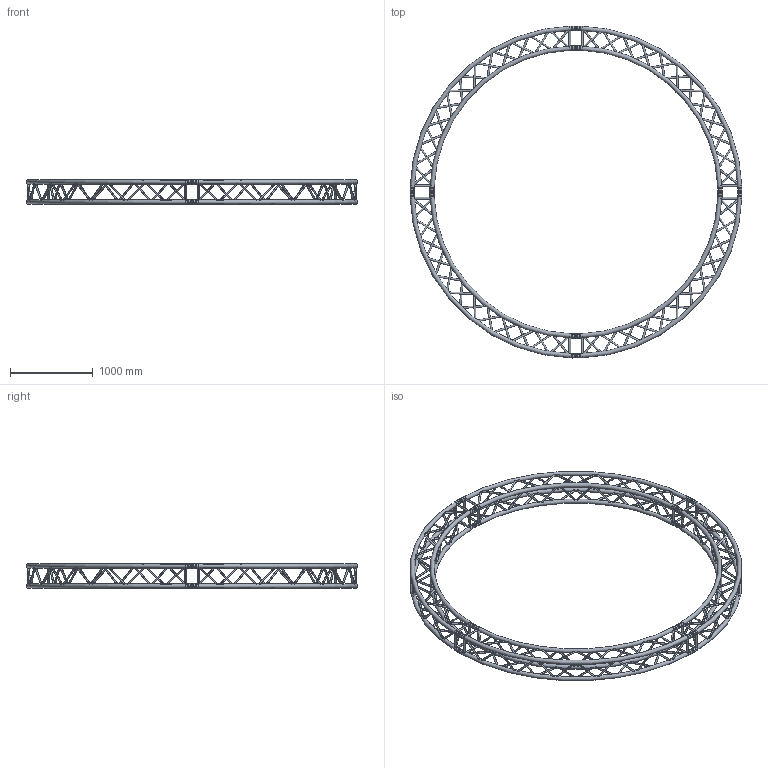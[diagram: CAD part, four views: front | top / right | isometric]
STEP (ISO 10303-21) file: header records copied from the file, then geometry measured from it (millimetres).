
FILE_DESCRIPTION(/* description */ (''),/* implementation_level */ '2;1');
FILE_NAME(/* name */ 'SQ-C4-90.stp',/* time_stamp */ '2021-03-20T21:41:32-07:00',/* author */ ('TheDanny'),/* organization */ (''),/* preprocessor_version */ 'ST-DEVELOPER v18.1',/* originating_system */ 'Autodesk Inventor 2021',/* authorisation */ '');
FILE_SCHEMA (('AUTOMOTIVE_DESIGN { 1 0 10303 214 3 1 1 }'));
Products named in the file (273): SQ-C4-90; SQ-C4-901; SQ-C4-902; SQ-C4-903; SQ-C4-904; SQ-C4-905; SQ-C4-906; SQ-C4-907; SQ-C4-908; SQ-C4-909; SQ-C4-9010; SQ-C4-9011; SQ-C4-9012; SQ-C4-9013; SQ-C4-9014; SQ-C4-9015; SQ-C4-9016; SQ-C4-9017; SQ-C4-9018; SQ-C4-9019; SQ-C4-9020; SQ-C4-9021; SQ-C4-9022; SQ-C4-9023; SQ-C4-9024; SQ-C4-9025; SQ-C4-9026; SQ-C4-9027; SQ-C4-9028; SQ-C4-9029; SQ-C4-9030; SQ-C4-9031; SQ-C4-9032; SQ-C4-9033; SQ-C4-9034; SQ-C4-9035; SQ-C4-9036; SQ-C4-9037; SQ-C4-9038; SQ-C4-9039 ...
Assembly tree (272 placements, depth 2):
  SQ-C4-90
    SQ-C4-901
    SQ-C4-902
    SQ-C4-903
    SQ-C4-904
    SQ-C4-905
    SQ-C4-906
    SQ-C4-907
    SQ-C4-908
    SQ-C4-909
    SQ-C4-9010
    SQ-C4-9011
    SQ-C4-9012
    SQ-C4-9013
    SQ-C4-9014
    SQ-C4-9015
    SQ-C4-9016
    SQ-C4-9017
    SQ-C4-9018
    SQ-C4-9019
    SQ-C4-9020
    SQ-C4-9021
    SQ-C4-9022
    SQ-C4-9023
    SQ-C4-9024
    SQ-C4-9025
    SQ-C4-9026
    SQ-C4-9027
    SQ-C4-9028
    SQ-C4-9029
    SQ-C4-9030
    SQ-C4-9031
    SQ-C4-9032
    SQ-C4-9033
    SQ-C4-9034
    SQ-C4-9035
    SQ-C4-9036
    SQ-C4-9037
    SQ-C4-9038
    SQ-C4-9039
    SQ-C4-9040
    SQ-C4-9041
    SQ-C4-9042
    SQ-C4-9043
    SQ-C4-9044
    SQ-C4-9045
    SQ-C4-9046
    SQ-C4-9047
    SQ-C4-9048
    SQ-C4-9049
    SQ-C4-9050
    SQ-C4-9051
    SQ-C4-9052
    SQ-C4-9053
    SQ-C4-9054
    SQ-C4-9055
    SQ-C4-9056
    SQ-C4-9057
    SQ-C4-9058
    SQ-C4-9059
Bounding box: 3999.81 x 3999.81 x 289.81 mm (x, y, z)
Volume: 22742449.2 mm3; surface area: 20813226.2 mm2
Topology: 272 solids, 272 shells, 1472 faces, 4256 edges, 3264 vertices
Faces by surface type: torus 608, cylinder 544, cone 224, plane 96
Full cylindrical faces by diameter (mm): 16 x224, 20 x224, 30.3 x32, 45.8 x32, 50 x32
Entity records: 117731 total; most frequent: CARTESIAN_POINT 69793, ORIENTED_EDGE 8512, DIRECTION 7234, EDGE_CURVE 4256, VERTEX_POINT 3264, AXIS2_PLACEMENT_3D 3201, B_SPLINE_CURVE_WITH_KNOTS 2240, EDGE_LOOP 2080
